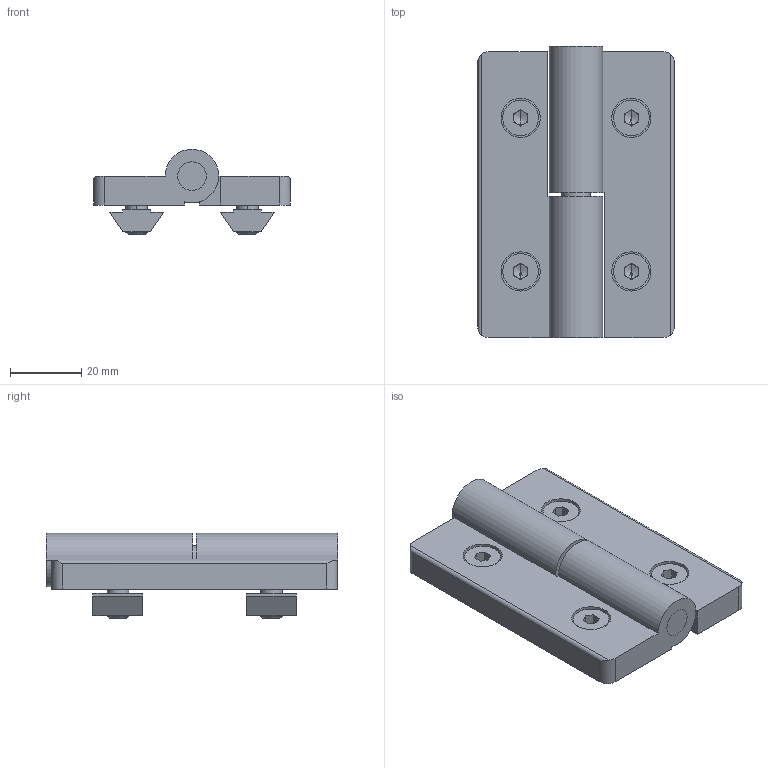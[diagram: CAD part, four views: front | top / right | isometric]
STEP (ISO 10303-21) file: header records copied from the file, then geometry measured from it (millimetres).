
FILE_DESCRIPTION( ( '' ), '1' );
FILE_NAME( 'hhpnlk_b6_set_2_14b.stp', '2015-01-06T13:59:00', ( '' ), ( '' ), ' ', ' ', ' ' );
FILE_SCHEMA( ( 'automotive_design' ) );
Length unit declared in the file: millimetre
Products named in the file (11): 1; 2; 3; 4; 5; 6; 7; 8; 9; 10; 11
Bounding box: 55 x 81.5 x 23.9 mm (x, y, z)
Volume: 44572 mm3; surface area: 22820.4 mm2
Topology: 11 solids, 11 shells, 225 faces, 534 edges, 337 vertices
Faces by surface type: plane 125, cylinder 60, cone 32, torus 8
Entity records: 12870 total; most frequent: DIRECTION 1195, CARTESIAN_POINT 1135, STYLED_ITEM 1099, PRESENTATION_STYLE_ASSIGNMENT 1099, COLOUR_RGB 1099, ORIENTED_EDGE 1052, EDGE_CURVE 526, CURVE_STYLE 526
